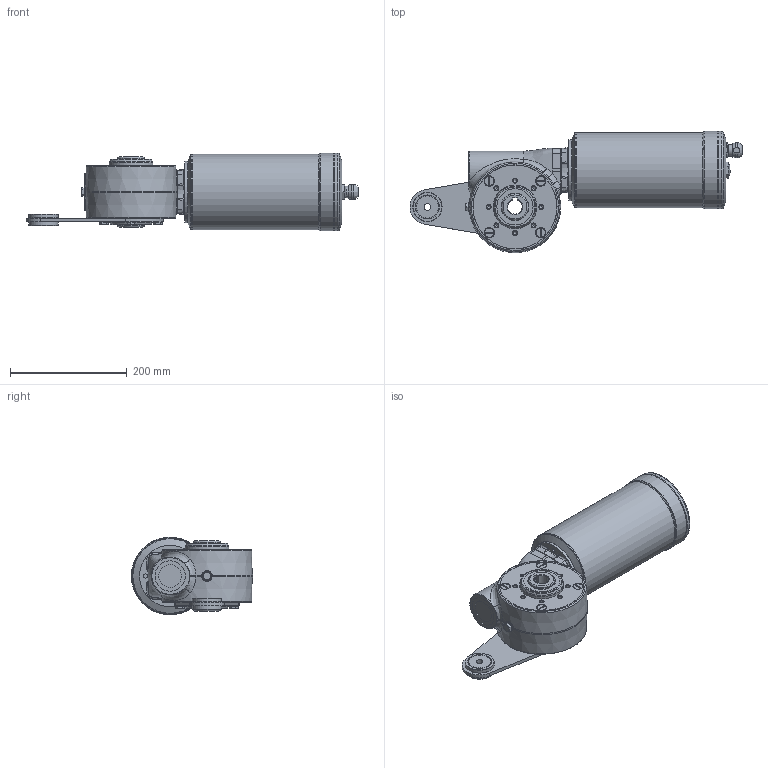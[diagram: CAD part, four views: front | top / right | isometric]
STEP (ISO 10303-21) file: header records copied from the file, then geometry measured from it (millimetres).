
FILE_DESCRIPTION( ( 'Unknown' ), '1' );
FILE_NAME( '703319ACBB7CE76A67A593D06CF35A.3d.stp', 'Unknown', ( 'Unknown' ), ( 'Unknown' ), 'PSStep 10.1', 'Unknown', ' ' );
FILE_SCHEMA( ( 'AUTOMOTIVE_DESIGN { 1 0 10303 214 1 1 1 1 }' ) );
Length unit declared in the file: millimetre
Products named in the file (1): N638800
Bounding box: 568.9 x 207.76 x 133 mm (x, y, z)
Volume: 5726157.2 mm3; surface area: 296140.4 mm2
Topology: 1 solids, 20 shells, 644 faces, 1514 edges, 963 vertices
Faces by surface type: plane 220, cylinder 149, cone 144, bspline 88, torus 42, sphere 1
Full cylindrical faces by diameter (mm): 4.134 x2, 4.917 x8, 6.647 x20, 7 x5, 8 x8, 9 x4, 11 x1, 11.6 x4, 13 x4, 13.4 x1, 14 x5, 16.662 x1, 17 x1, 18 x1, 20 x1, 35 x1, 39 x2, 40 x2, 40.1 x1, 40.2 x1, 45 x2, 46 x2, 47 x1, 47.5 x2, 50 x2, 52 x2, 62 x2, 75 x2, 75.5 x1, 105 x1
Entity records: 29083 total; most frequent: CARTESIAN_POINT 11581, DIRECTION 2425, ORIENTED_EDGE 2302, EDGE_CURVE 1151, AXIS2_PLACEMENT_3D 1064, EDGE_LOOP 934, VERTEX_POINT 844, FACE_OUTER_BOUND 773
